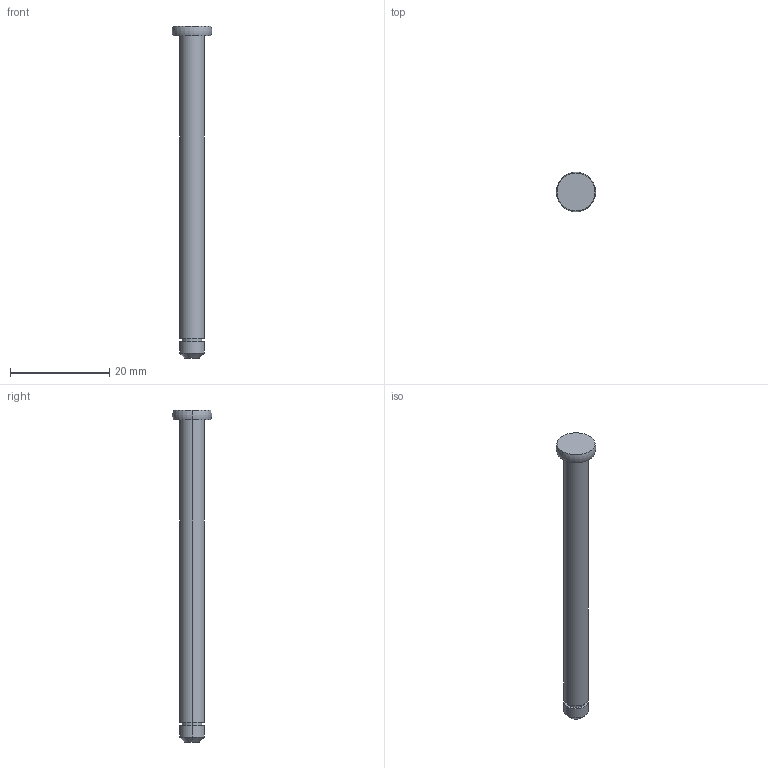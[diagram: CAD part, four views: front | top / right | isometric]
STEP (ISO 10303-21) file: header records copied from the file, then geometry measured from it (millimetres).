
FILE_DESCRIPTION (( 'STEP AP214' ), '1' );
FILE_NAME ('TH_121SUS_5_65.STEP', '2016-08-24T05:24:13', ( '' ), ( '' ), 'SwSTEP 2.0', 'SolidWorks 2015', '' );
FILE_SCHEMA (( 'AUTOMOTIVE_DESIGN' ));
Length unit declared in the file: millimetre
Products named in the file (2): shaft; TH_121SUS_5_65
Assembly tree (1 placements, depth 2):
  TH_121SUS_5_65
    shaft
Bounding box: 8 x 7.94 x 67 mm (x, y, z)
Volume: 1362.2 mm3; surface area: 1165.1 mm2
Topology: 1 solids, 1 shells, 15 faces, 28 edges, 18 vertices
Faces by surface type: cylinder 6, plane 5, cone 2, torus 2
Entity records: 452 total; most frequent: DIRECTION 86, CARTESIAN_POINT 65, ORIENTED_EDGE 56, AXIS2_PLACEMENT_3D 39, EDGE_CURVE 28, CIRCLE 20, EDGE_LOOP 18, VERTEX_POINT 18
